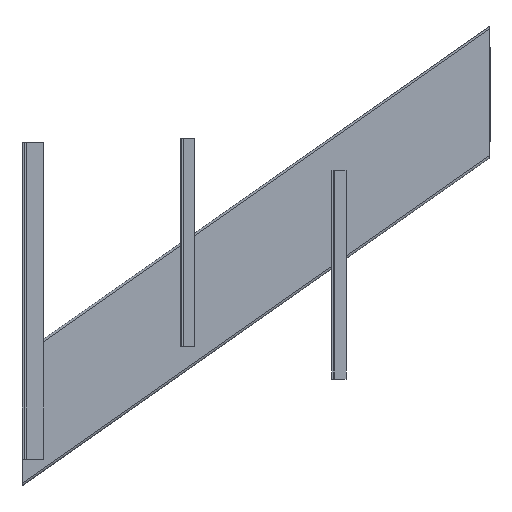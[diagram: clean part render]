
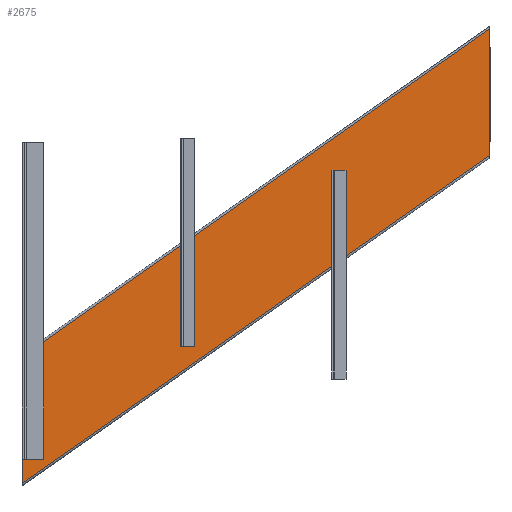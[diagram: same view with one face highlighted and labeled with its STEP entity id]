
A CAD part, left-side view. The second image highlights one B-rep face of the part: STEP entity #2675.
In plain terms, the highlighted planar face has unit normal (-1, 0, 0).
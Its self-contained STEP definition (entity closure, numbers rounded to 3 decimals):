
#28 = CARTESIAN_POINT ( 'NONE',  ( -75., 896.434, -72. ) ) ;
#85 = CARTESIAN_POINT ( 'NONE',  ( -75., 1500., 72. ) ) ;
#88 = DIRECTION ( 'NONE',  ( 0., -1., 0. ) ) ;
#134 = DIRECTION ( 'NONE',  ( 0., -0.574, 0.819 ) ) ;
#278 = FACE_OUTER_BOUND ( 'NONE', #1333, .T. ) ;
#381 = LINE ( 'NONE', #1926, #980 ) ;
#413 = VECTOR ( 'NONE', #134, 1000. ) ;
#473 = DIRECTION ( 'NONE',  ( 1., 0., 0. ) ) ;
#538 = DIRECTION ( 'NONE',  ( 0., 0., -1. ) ) ;
#735 = VECTOR ( 'NONE', #88, 1000. ) ;
#915 = EDGE_CURVE ( 'NONE', #2047, #2397, #2143, .T. ) ;
#980 = VECTOR ( 'NONE', #2760, 1000. ) ;
#993 = CARTESIAN_POINT ( 'NONE',  ( -75., 494.894, -631.782 ) ) ;
#997 = CARTESIAN_POINT ( 'NONE',  ( -75., 102.931, -72. ) ) ;
#1115 = VECTOR ( 'NONE', #2202, 1000. ) ;
#1177 = CARTESIAN_POINT ( 'NONE',  ( -75., 2.101, 72. ) ) ;
#1220 = VERTEX_POINT ( 'NONE', #28 ) ;
#1227 = ORIENTED_EDGE ( 'NONE', *, *, #1320, .F. ) ;
#1306 = LINE ( 'NONE', #1361, #735 ) ;
#1320 = EDGE_CURVE ( 'NONE', #2471, #2397, #1306, .T. ) ;
#1333 = EDGE_LOOP ( 'NONE', ( #2195, #2463, #1227, #2440 ) ) ;
#1361 = CARTESIAN_POINT ( 'NONE',  ( -75., 1500., 72. ) ) ;
#1496 = CARTESIAN_POINT ( 'NONE',  ( -75., 795.604, 72. ) ) ;
#1672 = EDGE_CURVE ( 'NONE', #1220, #2047, #381, .T. ) ;
#1926 = CARTESIAN_POINT ( 'NONE',  ( -75., 1500., -72. ) ) ;
#2023 = CARTESIAN_POINT ( 'NONE',  ( -75., 1027.343, -258.958 ) ) ;
#2037 = EDGE_CURVE ( 'NONE', #2471, #1220, #2374, .T. ) ;
#2047 = VERTEX_POINT ( 'NONE', #997 ) ;
#2143 = LINE ( 'NONE', #993, #413 ) ;
#2195 = ORIENTED_EDGE ( 'NONE', *, *, #1672, .T. ) ;
#2202 = DIRECTION ( 'NONE',  ( 0., 0.574, -0.819 ) ) ;
#2374 = LINE ( 'NONE', #2023, #1115 ) ;
#2397 = VERTEX_POINT ( 'NONE', #1177 ) ;
#2440 = ORIENTED_EDGE ( 'NONE', *, *, #2037, .T. ) ;
#2463 = ORIENTED_EDGE ( 'NONE', *, *, #915, .T. ) ;
#2471 = VERTEX_POINT ( 'NONE', #1496 ) ;
#2632 = AXIS2_PLACEMENT_3D ( 'NONE', #85, #473, #538 ) ;
#2633 = PLANE ( 'NONE',  #2632 ) ;
#2675 = ADVANCED_FACE ( 'NONE', ( #278 ), #2633, .F. ) ;
#2760 = DIRECTION ( 'NONE',  ( 0., -1., 0. ) ) ;
